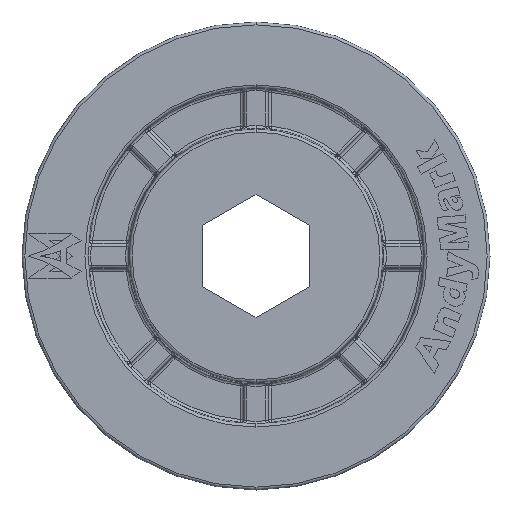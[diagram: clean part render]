
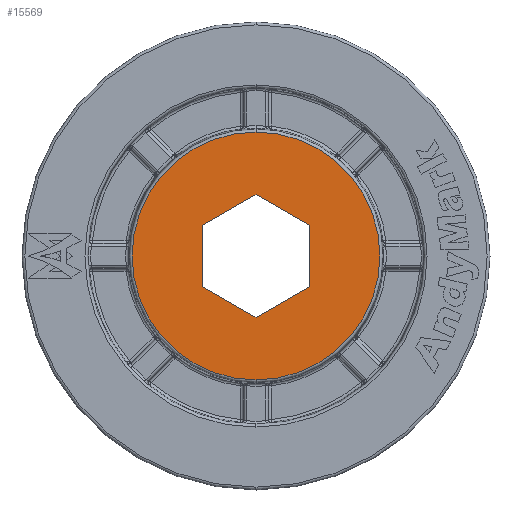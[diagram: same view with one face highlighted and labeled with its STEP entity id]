
A CAD part, left-side view. The second image highlights one B-rep face of the part: STEP entity #15569.
In plain terms, the highlighted planar face has unit normal (-1, 0, 0).
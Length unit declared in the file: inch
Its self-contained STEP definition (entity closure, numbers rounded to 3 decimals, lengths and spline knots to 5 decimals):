
#211 = ORIENTED_EDGE ( 'NONE', *, *, #40482, .F. ) ;
#2233 = DIRECTION ( 'NONE',  ( -1., 0., 0. ) ) ;
#2615 = VERTEX_POINT ( 'NONE', #42347 ) ;
#2669 = ORIENTED_EDGE ( 'NONE', *, *, #9869, .F. ) ;
#3167 = CARTESIAN_POINT ( 'NONE',  ( -0.27569, -0.82677, -1.04386 ) ) ;
#3329 = DIRECTION ( 'NONE',  ( 0., -0.866, -0.5 ) ) ;
#3589 = DIRECTION ( 'NONE',  ( 0., 0.866, -0.5 ) ) ;
#3722 = VECTOR ( 'NONE', #37524, 39.37008 ) ;
#3904 = CARTESIAN_POINT ( 'NONE',  ( -0.27569, -0.82677, -0.82677 ) ) ;
#6342 = VECTOR ( 'NONE', #9399, 39.37008 ) ;
#6970 = CARTESIAN_POINT ( 'NONE',  ( -0.27569, -1.01477, -0.93531 ) ) ;
#7081 = VERTEX_POINT ( 'NONE', #19615 ) ;
#7342 = DIRECTION ( 'NONE',  ( 0., 0., 1. ) ) ;
#8401 = CARTESIAN_POINT ( 'NONE',  ( -0.27569, -0.82677, -1.04386 ) ) ;
#8961 = VERTEX_POINT ( 'NONE', #8401 ) ;
#9399 = DIRECTION ( 'NONE',  ( 0., 0.866, 0.5 ) ) ;
#9860 = EDGE_CURVE ( 'NONE', #8961, #16802, #33662, .T. ) ;
#9869 = EDGE_CURVE ( 'NONE', #7081, #33033, #23486, .T. ) ;
#10185 = CARTESIAN_POINT ( 'NONE',  ( -0.27569, -0.63877, -0.71823 ) ) ;
#10381 = VERTEX_POINT ( 'NONE', #35527 ) ;
#10881 = ORIENTED_EDGE ( 'NONE', *, *, #23366, .T. ) ;
#10997 = VECTOR ( 'NONE', #3589, 39.37008 ) ;
#11270 = ORIENTED_EDGE ( 'NONE', *, *, #9860, .F. ) ;
#11455 = ORIENTED_EDGE ( 'NONE', *, *, #39533, .T. ) ;
#12754 = CARTESIAN_POINT ( 'NONE',  ( -0.27569, -0.82677, -1.26461 ) ) ;
#12815 = LINE ( 'NONE', #16975, #3722 ) ;
#13019 = VERTEX_POINT ( 'NONE', #12754 ) ;
#14369 = LINE ( 'NONE', #33435, #6342 ) ;
#15569 = ADVANCED_FACE ( 'NONE', ( #25823, #34939 ), #37069, .T. ) ;
#16802 = VERTEX_POINT ( 'NONE', #6970 ) ;
#16975 = CARTESIAN_POINT ( 'NONE',  ( -0.27569, -1.01477, -0.93531 ) ) ;
#17532 = EDGE_CURVE ( 'NONE', #41990, #2615, #14369, .T. ) ;
#19615 = CARTESIAN_POINT ( 'NONE',  ( -0.27569, -0.63877, -0.71823 ) ) ;
#20388 = AXIS2_PLACEMENT_3D ( 'NONE', #30217, #44116, #23615 ) ;
#20713 = CARTESIAN_POINT ( 'NONE',  ( -0.27569, -0.82677, -0.60969 ) ) ;
#22370 = VECTOR ( 'NONE', #34244, 39.37008 ) ;
#22816 = CARTESIAN_POINT ( 'NONE',  ( -0.27569, -0.82677, -0.82677 ) ) ;
#23234 = EDGE_LOOP ( 'NONE', ( #11455, #10881 ) ) ;
#23366 = EDGE_CURVE ( 'NONE', #13019, #10381, #40290, .T. ) ;
#23486 = LINE ( 'NONE', #10185, #22370 ) ;
#23615 = DIRECTION ( 'NONE',  ( 0., 0., 1. ) ) ;
#25823 = FACE_BOUND ( 'NONE', #30334, .T. ) ;
#26293 = DIRECTION ( 'NONE',  ( 0., 0., 1. ) ) ;
#27384 = CARTESIAN_POINT ( 'NONE',  ( -0.27569, -0.63877, -0.93531 ) ) ;
#27943 = DIRECTION ( 'NONE',  ( -1., 0., 0. ) ) ;
#30217 = CARTESIAN_POINT ( 'NONE',  ( -0.27569, -0.82677, -0.82677 ) ) ;
#30334 = EDGE_LOOP ( 'NONE', ( #35553, #36073, #11270, #43385, #2669, #211 ) ) ;
#30359 = CIRCLE ( 'NONE', #32073, 0.43784 ) ;
#30407 = CARTESIAN_POINT ( 'NONE',  ( -0.27569, -0.63877, -0.93531 ) ) ;
#31640 = CARTESIAN_POINT ( 'NONE',  ( -0.27569, -1.01477, -0.71823 ) ) ;
#32073 = AXIS2_PLACEMENT_3D ( 'NONE', #22816, #2233, #26293 ) ;
#33033 = VERTEX_POINT ( 'NONE', #30407 ) ;
#33435 = CARTESIAN_POINT ( 'NONE',  ( -0.27569, -1.01477, -0.71823 ) ) ;
#33662 = LINE ( 'NONE', #3167, #40618 ) ;
#34244 = DIRECTION ( 'NONE',  ( 0., 0., -1. ) ) ;
#34939 = FACE_OUTER_BOUND ( 'NONE', #23234, .T. ) ;
#35527 = CARTESIAN_POINT ( 'NONE',  ( -0.27569, -0.82677, -0.38893 ) ) ;
#35553 = ORIENTED_EDGE ( 'NONE', *, *, #17532, .F. ) ;
#35981 = EDGE_CURVE ( 'NONE', #16802, #41990, #12815, .T. ) ;
#35985 = EDGE_CURVE ( 'NONE', #33033, #8961, #39115, .T. ) ;
#36073 = ORIENTED_EDGE ( 'NONE', *, *, #35981, .F. ) ;
#37069 = PLANE ( 'NONE',  #20388 ) ;
#37486 = AXIS2_PLACEMENT_3D ( 'NONE', #3904, #27943, #7342 ) ;
#37524 = DIRECTION ( 'NONE',  ( 0., 0., 1. ) ) ;
#38060 = VECTOR ( 'NONE', #3329, 39.37008 ) ;
#38386 = LINE ( 'NONE', #20713, #10997 ) ;
#39115 = LINE ( 'NONE', #27384, #38060 ) ;
#39533 = EDGE_CURVE ( 'NONE', #10381, #13019, #30359, .T. ) ;
#40290 = CIRCLE ( 'NONE', #37486, 0.43784 ) ;
#40482 = EDGE_CURVE ( 'NONE', #2615, #7081, #38386, .T. ) ;
#40618 = VECTOR ( 'NONE', #44265, 39.37008 ) ;
#41990 = VERTEX_POINT ( 'NONE', #31640 ) ;
#42347 = CARTESIAN_POINT ( 'NONE',  ( -0.27569, -0.82677, -0.60969 ) ) ;
#43385 = ORIENTED_EDGE ( 'NONE', *, *, #35985, .F. ) ;
#44116 = DIRECTION ( 'NONE',  ( -1., 0., 0. ) ) ;
#44265 = DIRECTION ( 'NONE',  ( 0., -0.866, 0.5 ) ) ;
